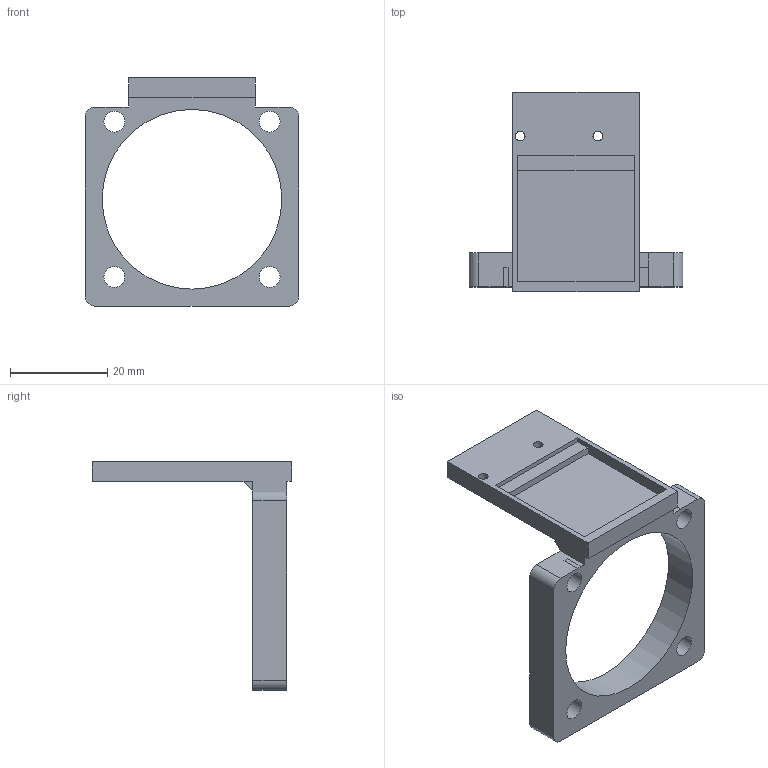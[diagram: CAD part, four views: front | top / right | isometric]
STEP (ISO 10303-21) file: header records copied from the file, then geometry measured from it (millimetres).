
FILE_DESCRIPTION(/* description */ ('','CAx-IF Rec.Pracs.---Representation and Presentation of Product Manufacturing Information (PMI)---4.0---2014-10-13'),/* implementation_level */ '2;1');
FILE_NAME(/* name */ 'Magneto Toolboard Cooler v6.step',/* time_stamp */ '2024-12-20T09:24:09+01:00',/* author */ (''),/* organization */ (''),/* preprocessor_version */ 'ST-DEVELOPER v20',/* originating_system */ 'Autodesk Translation Framework v13.20.0.188',/* authorisation */ '');
FILE_SCHEMA (('AP242_MANAGED_MODEL_BASED_3D_ENGINEERING_MIM_LF { 1 0 10303 442 1 1 4 }'));
Length unit declared in the file: millimetre
Products named in the file (1): Magneto Toolboard Cooler
Bounding box: 44 x 41 x 47 mm (x, y, z)
Volume: 7873.7 mm3; surface area: 6380.7 mm2
Topology: 1 solids, 1 shells, 38 faces, 107 edges, 72 vertices
Faces by surface type: plane 27, cylinder 11
Full cylindrical faces by diameter (mm): 2 x2, 4.3 x4, 37 x1
Entity records: 1290 total; most frequent: CARTESIAN_POINT 218, ORIENTED_EDGE 214, DIRECTION 207, EDGE_CURVE 107, LINE 85, VECTOR 85, VERTEX_POINT 72, AXIS2_PLACEMENT_3D 61
